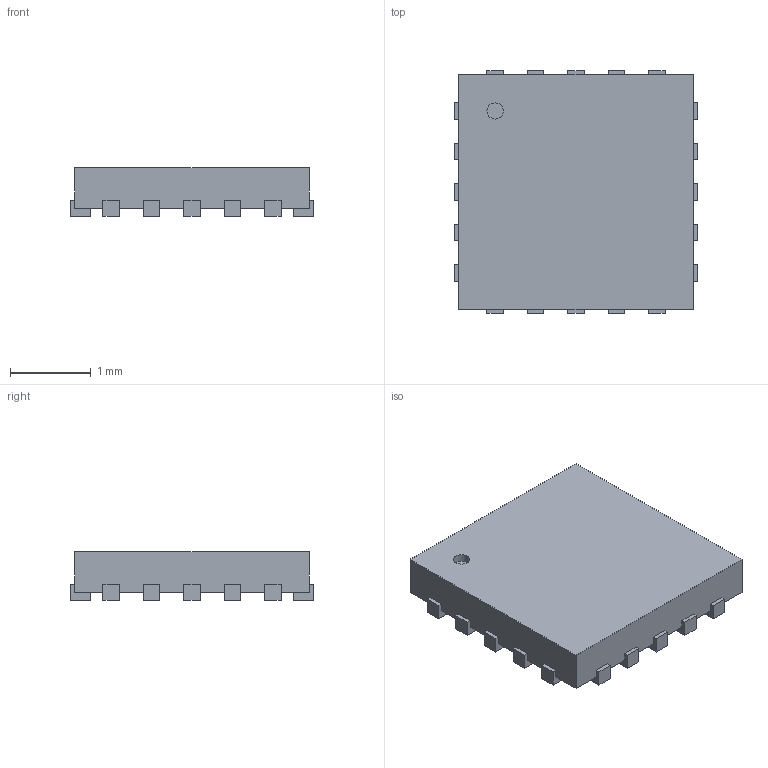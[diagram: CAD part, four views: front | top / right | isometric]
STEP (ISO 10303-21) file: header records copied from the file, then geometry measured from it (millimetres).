
FILE_DESCRIPTION(/* description */ ('model of ST_UFQFPN-20_3x3mm_P0.5mm'),/* implementation_level */ '2;1');
FILE_NAME(/* name */ 'ST_UFQFPN-20_3x3mm_P0.5mm.step',/* time_stamp */ '2018-11-02T18:18:04',/* author */ ('kicad StepUp','ksu'),/* organization */ ('FreeCAD'),/* preprocessor_version */ 'OCC',/* originating_system */ 'kicad StepUp',/* authorisation */ '');
FILE_SCHEMA(('AUTOMOTIVE_DESIGN { 1 0 10303 214 1 1 1 1 }'));
Length unit declared in the file: millimetre
Products named in the file (1): ST_UFQFPN_20_3x3mm_P05mm
Bounding box: 3 x 3 x 0.6 mm (x, y, z)
Volume: 4.3 mm3; surface area: 25.1 mm2
Topology: 1 solids, 1 shells, 128 faces, 375 edges, 250 vertices
Faces by surface type: plane 127, cylinder 1
Full cylindrical faces by diameter (mm): 0.2 x1
Entity records: 2917 total; most frequent: ORIENTED_EDGE 644, CARTESIAN_POINT 439, EDGE_CURVE 375, LINE 353, VERTEX_POINT 250, AXIS2_PLACEMENT_3D 130, FACE_BOUND 129, EDGE_LOOP 129
